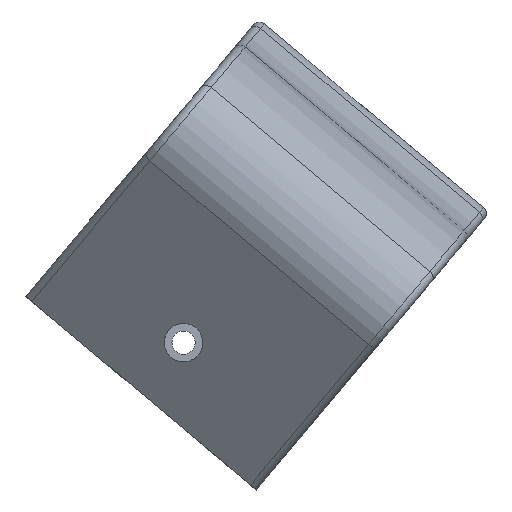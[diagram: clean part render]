
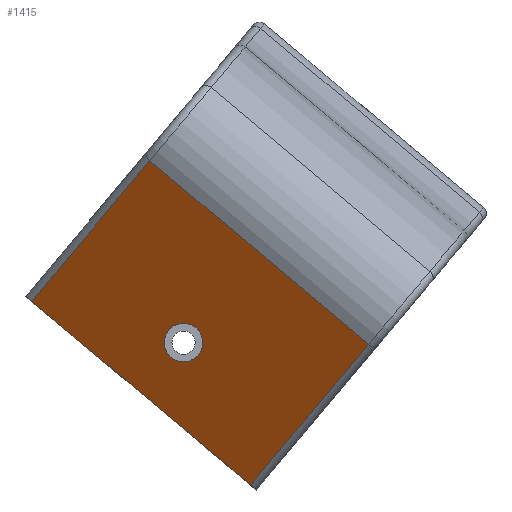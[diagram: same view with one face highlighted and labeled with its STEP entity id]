
A CAD part, front view. The second image highlights one B-rep face of the part: STEP entity #1415.
In plain terms, the highlighted planar face has unit normal (-0.335, -0.853, -0.399).
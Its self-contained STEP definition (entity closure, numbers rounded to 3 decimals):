
#57=ELLIPSE('',#1548,1.465,1.25);
#287=ORIENTED_EDGE('',*,*,#699,.F.);
#288=ORIENTED_EDGE('',*,*,#633,.F.);
#289=ORIENTED_EDGE('',*,*,#700,.T.);
#290=ORIENTED_EDGE('',*,*,#677,.T.);
#291=ORIENTED_EDGE('',*,*,#701,.T.);
#633=EDGE_CURVE('',#842,#843,#972,.T.);
#677=EDGE_CURVE('',#886,#887,#1003,.T.);
#699=EDGE_CURVE('',#902,#902,#57,.F.);
#700=EDGE_CURVE('',#842,#886,#1013,.F.);
#701=EDGE_CURVE('',#887,#843,#1014,.T.);
#842=VERTEX_POINT('',#2246);
#843=VERTEX_POINT('',#2248);
#886=VERTEX_POINT('',#2342);
#887=VERTEX_POINT('',#2343);
#902=VERTEX_POINT('',#2382);
#972=LINE('',#2247,#1070);
#1003=LINE('',#2341,#1101);
#1013=LINE('',#2383,#1111);
#1014=LINE('',#2384,#1112);
#1070=VECTOR('',#1739,1000.);
#1101=VECTOR('',#1810,1000.);
#1111=VECTOR('',#1850,1000.);
#1112=VECTOR('',#1851,1000.);
#1166=EDGE_LOOP('',(#287));
#1167=EDGE_LOOP('',(#288,#289,#290,#291));
#1278=FACE_BOUND('',#1166,.T.);
#1279=FACE_BOUND('',#1167,.T.);
#1384=PLANE('',#1547);
#1415=ADVANCED_FACE('',(#1278,#1279),#1384,.F.);
#1547=AXIS2_PLACEMENT_3D('',#2380,#1846,#1847);
#1548=AXIS2_PLACEMENT_3D('',#2381,#1848,#1849);
#1739=DIRECTION('',(0.766,0.,-0.643));
#1810=DIRECTION('',(0.766,0.,-0.643));
#1846=DIRECTION('',(0.335,0.853,0.399));
#1847=DIRECTION('',(0.,-0.424,0.906));
#1848=DIRECTION('',(0.335,0.853,0.399));
#1849=DIRECTION('',(-0.549,0.521,-0.654));
#1850=DIRECTION('',(0.549,-0.521,0.654));
#1851=DIRECTION('',(0.549,-0.521,0.654));
#2246=CARTESIAN_POINT('',(-5.708,-97.173,7.592));
#2247=CARTESIAN_POINT('',(-6.091,-97.173,7.913));
#2248=CARTESIAN_POINT('',(8.468,-97.173,-4.303));
#2341=CARTESIAN_POINT('',(-13.74,-89.906,-1.202));
#2342=CARTESIAN_POINT('',(-13.357,-89.906,-1.523));
#2343=CARTESIAN_POINT('',(0.819,-89.906,-13.418));
#2380=CARTESIAN_POINT('',(-13.74,-89.906,-1.202));
#2381=CARTESIAN_POINT('',(-3.523,-92.517,-4.194));
#2382=CARTESIAN_POINT('',(-4.326,-91.753,-5.152));
#2383=CARTESIAN_POINT('',(-13.357,-89.906,-1.523));
#2384=CARTESIAN_POINT('',(8.468,-97.173,-4.303));
